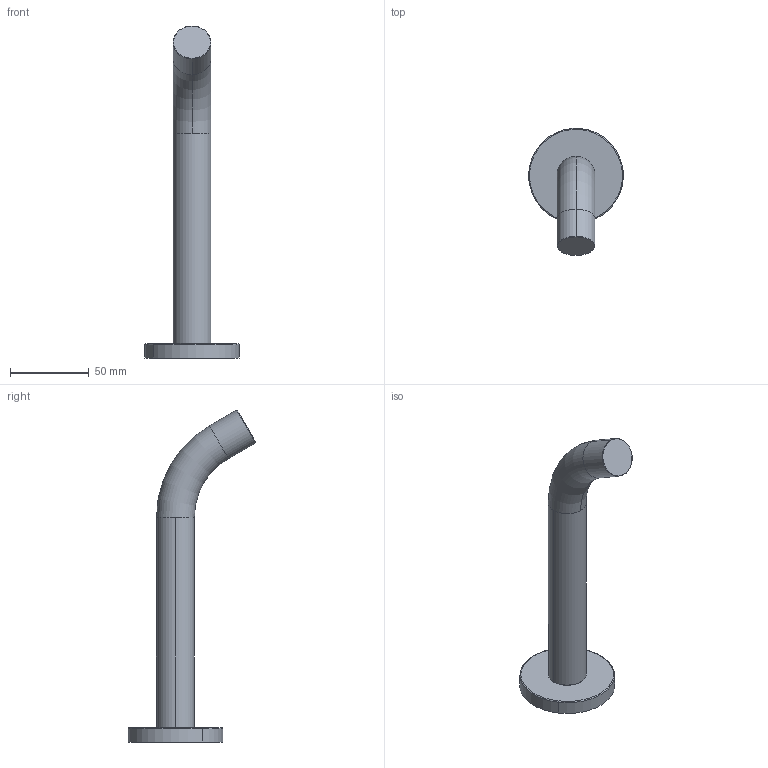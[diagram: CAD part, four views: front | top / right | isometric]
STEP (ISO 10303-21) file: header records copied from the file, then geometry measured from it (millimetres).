
FILE_DESCRIPTION (( 'STEP AP214' ), '1' );
FILE_NAME ('13801660.STEP', '2018-07-31T06:10:35', ( '' ), ( '' ), 'SwSTEP 2.0', 'SolidWorks 2017', '' );
FILE_SCHEMA (( 'AUTOMOTIVE_DESIGN' ));
Length unit declared in the file: millimetre
Products named in the file (3): 13801660; Planungsmodell_Rohr-+-09.28.22.322-01; Planungsmodell_Rosette-+-09.27.66.002-01
Assembly tree (2 placements, depth 2):
  13801660
    Planungsmodell_Rosette-+-09.27.66.002-01
    Planungsmodell_Rohr-+-09.28.22.322-01
Bounding box: 59.78 x 80.78 x 210.29 mm (x, y, z)
Volume: 120917.9 mm3; surface area: 24102.6 mm2
Topology: 2 solids, 2 shells, 18 faces, 34 edges, 20 vertices
Faces by surface type: torus 8, cylinder 6, plane 4
Entity records: 572 total; most frequent: DIRECTION 108, CARTESIAN_POINT 77, ORIENTED_EDGE 68, AXIS2_PLACEMENT_3D 51, EDGE_CURVE 34, CIRCLE 28, VERTEX_POINT 20, EDGE_LOOP 18
